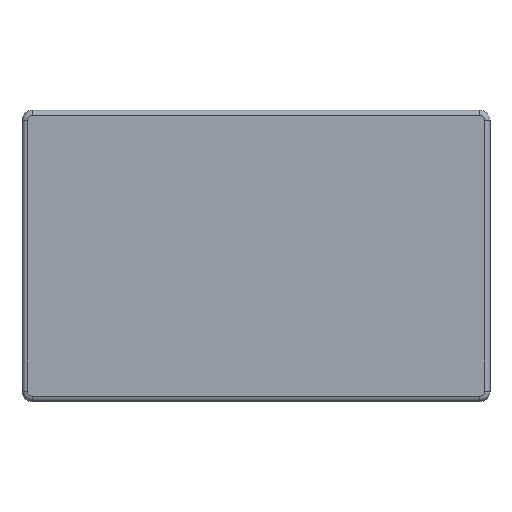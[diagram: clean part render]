
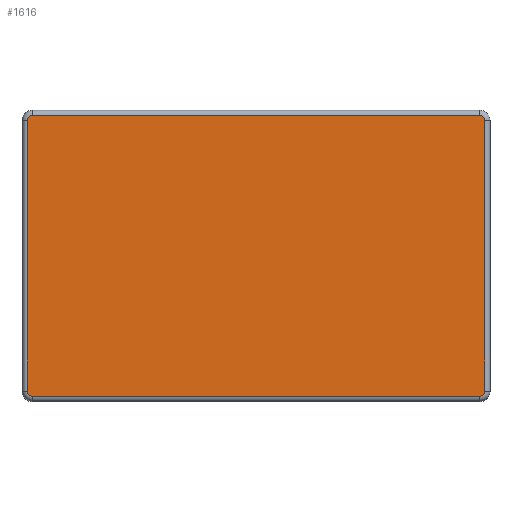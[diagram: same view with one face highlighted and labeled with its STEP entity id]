
A CAD part, top view. The second image highlights one B-rep face of the part: STEP entity #1616.
In plain terms, the highlighted planar face has unit normal (0, 0, 1).
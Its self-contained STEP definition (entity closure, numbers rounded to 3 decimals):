
#1284=CARTESIAN_POINT('',(-21.5,13.5,16.5));
#1285=VERTEX_POINT('',#1284);
#1293=CARTESIAN_POINT('',(21.5,13.5,16.5));
#1294=VERTEX_POINT('',#1293);
#1295=CARTESIAN_POINT('',(-21.5,13.5,16.5));
#1296=DIRECTION('',(1.0,0.0,0.0));
#1297=VECTOR('',#1296,43.0);
#1298=LINE('',#1295,#1297);
#1299=EDGE_CURVE('',#1285,#1294,#1298,.T.);
#1326=CARTESIAN_POINT('',(-22.0,13.,16.5));
#1327=VERTEX_POINT('',#1326);
#1335=CARTESIAN_POINT('',(-21.5,13.,16.5));
#1336=DIRECTION('',(0.0,0.0,-1.0));
#1337=DIRECTION('',(-0.707,0.707,0.0));
#1338=AXIS2_PLACEMENT_3D('',#1335,#1336,#1337);
#1339=CIRCLE('',#1338,0.5);
#1340=EDGE_CURVE('',#1327,#1285,#1339,.T.);
#1358=CARTESIAN_POINT('',(22.0,13.,16.5));
#1359=VERTEX_POINT('',#1358);
#1377=CARTESIAN_POINT('',(21.5,13.,16.5));
#1378=DIRECTION('',(0.0,0.0,-1.0));
#1379=DIRECTION('',(0.707,0.707,0.0));
#1380=AXIS2_PLACEMENT_3D('',#1377,#1378,#1379);
#1381=CIRCLE('',#1380,0.5);
#1382=EDGE_CURVE('',#1294,#1359,#1381,.T.);
#1394=CARTESIAN_POINT('',(-22.0,-13.0,16.5));
#1395=VERTEX_POINT('',#1394);
#1403=CARTESIAN_POINT('',(-22.0,-13.0,16.5));
#1404=DIRECTION('',(0.0,1.0,0.0));
#1405=VECTOR('',#1404,26.0);
#1406=LINE('',#1403,#1405);
#1407=EDGE_CURVE('',#1395,#1327,#1406,.T.);
#1424=CARTESIAN_POINT('',(22.0,-13.0,16.5));
#1425=VERTEX_POINT('',#1424);
#1442=CARTESIAN_POINT('',(22.0,13.,16.5));
#1443=DIRECTION('',(0.0,-1.0,0.0));
#1444=VECTOR('',#1443,26.0);
#1445=LINE('',#1442,#1444);
#1446=EDGE_CURVE('',#1359,#1425,#1445,.T.);
#1458=CARTESIAN_POINT('',(-21.5,-13.5,16.5));
#1459=VERTEX_POINT('',#1458);
#1467=CARTESIAN_POINT('',(-21.5,-13.,16.5));
#1468=DIRECTION('',(0.0,0.0,-1.0));
#1469=DIRECTION('',(-0.707,-0.707,0.0));
#1470=AXIS2_PLACEMENT_3D('',#1467,#1468,#1469);
#1471=CIRCLE('',#1470,0.5);
#1472=EDGE_CURVE('',#1459,#1395,#1471,.T.);
#1490=CARTESIAN_POINT('',(21.5,-13.5,16.5));
#1491=VERTEX_POINT('',#1490);
#1509=CARTESIAN_POINT('',(21.5,-13.,16.5));
#1510=DIRECTION('',(0.0,0.0,-1.0));
#1511=DIRECTION('',(0.707,-0.707,0.0));
#1512=AXIS2_PLACEMENT_3D('',#1509,#1510,#1511);
#1513=CIRCLE('',#1512,0.5);
#1514=EDGE_CURVE('',#1425,#1491,#1513,.T.);
#1532=CARTESIAN_POINT('',(21.5,-13.5,16.5));
#1533=DIRECTION('',(-1.0,0.0,0.0));
#1534=VECTOR('',#1533,43.0);
#1535=LINE('',#1532,#1534);
#1536=EDGE_CURVE('',#1491,#1459,#1535,.T.);
#1601=CARTESIAN_POINT('',(0.,0.,16.5));
#1602=DIRECTION('',(0.0,0.0,1.0));
#1603=DIRECTION('',(1.0,0.0,0.0));
#1604=AXIS2_PLACEMENT_3D('',#1601,#1602,#1603);
#1605=PLANE('',#1604);
#1606=ORIENTED_EDGE('',*,*,#1299,.F.);
#1607=ORIENTED_EDGE('',*,*,#1340,.F.);
#1608=ORIENTED_EDGE('',*,*,#1407,.F.);
#1609=ORIENTED_EDGE('',*,*,#1472,.F.);
#1610=ORIENTED_EDGE('',*,*,#1536,.F.);
#1611=ORIENTED_EDGE('',*,*,#1514,.F.);
#1612=ORIENTED_EDGE('',*,*,#1446,.F.);
#1613=ORIENTED_EDGE('',*,*,#1382,.F.);
#1614=EDGE_LOOP('',(#1606,#1607,#1608,#1609,#1610,#1611,#1612,#1613));
#1615=FACE_OUTER_BOUND('',#1614,.T.);
#1616=ADVANCED_FACE('',(#1615),#1605,.T.);
